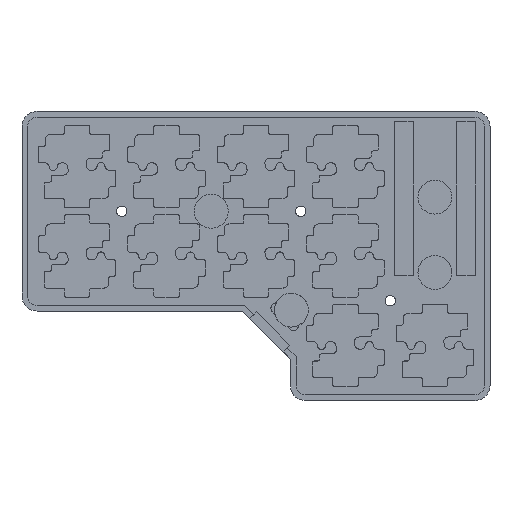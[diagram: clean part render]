
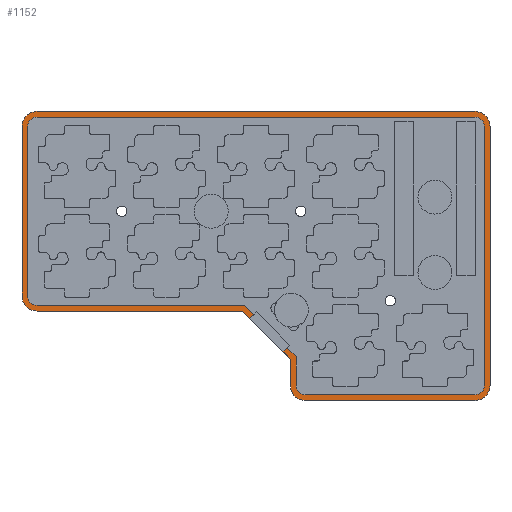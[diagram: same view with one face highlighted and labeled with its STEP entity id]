
A CAD part, top view. The second image highlights one B-rep face of the part: STEP entity #1152.
In plain terms, the highlighted planar face has unit normal (0, 0, 1).
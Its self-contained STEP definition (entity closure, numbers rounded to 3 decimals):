
#712 = VERTEX_POINT('',#713);
#713 = CARTESIAN_POINT('',(-50.411,15.8,-0.4));
#721 = VERTEX_POINT('',#722);
#722 = CARTESIAN_POINT('',(-94.,15.8,-0.4));
#728 = EDGE_CURVE('',#712,#721,#729,.T.);
#729 = LINE('',#730,#731);
#730 = CARTESIAN_POINT('',(-50.411,15.8,-0.4));
#731 = VECTOR('',#732,1.);
#732 = DIRECTION('',(-1.,0.,0.));
#743 = VERTEX_POINT('',#744);
#744 = CARTESIAN_POINT('',(-40.2,5.589,-0.4));
#750 = EDGE_CURVE('',#743,#751,#753,.T.);
#751 = VERTEX_POINT('',#752);
#752 = CARTESIAN_POINT('',(-41.77,7.159,-0.4));
#753 = LINE('',#754,#755);
#754 = CARTESIAN_POINT('',(-40.2,5.589,-0.4));
#755 = VECTOR('',#756,1.);
#756 = DIRECTION('',(-0.707,0.707,0.));
#775 = VERTEX_POINT('',#776);
#776 = CARTESIAN_POINT('',(-48.841,14.23,-0.4));
#782 = EDGE_CURVE('',#775,#712,#783,.T.);
#783 = LINE('',#784,#785);
#784 = CARTESIAN_POINT('',(-40.2,5.589,-0.4));
#785 = VECTOR('',#786,1.);
#786 = DIRECTION('',(-0.707,0.707,0.));
#799 = VERTEX_POINT('',#800);
#800 = CARTESIAN_POINT('',(-97.2,19.,-0.4));
#808 = EDGE_CURVE('',#799,#721,#809,.T.);
#809 = CIRCLE('',#810,3.2);
#810 = AXIS2_PLACEMENT_3D('',#811,#812,#813);
#811 = CARTESIAN_POINT('',(-94.,19.,-0.4));
#812 = DIRECTION('',(-0.,0.,1.));
#813 = DIRECTION('',(1.,0.,0.));
#824 = VERTEX_POINT('',#825);
#825 = CARTESIAN_POINT('',(-40.2,0.,-0.4));
#833 = EDGE_CURVE('',#824,#743,#834,.T.);
#834 = LINE('',#835,#836);
#835 = CARTESIAN_POINT('',(-40.2,0.,-0.4));
#836 = VECTOR('',#837,1.);
#837 = DIRECTION('',(0.,1.,0.));
#850 = VERTEX_POINT('',#851);
#851 = CARTESIAN_POINT('',(-97.2,55.,-0.4));
#857 = EDGE_CURVE('',#799,#850,#858,.T.);
#858 = LINE('',#859,#860);
#859 = CARTESIAN_POINT('',(-97.2,19.,-0.4));
#860 = VECTOR('',#861,1.);
#861 = DIRECTION('',(0.,1.,0.));
#874 = VERTEX_POINT('',#875);
#875 = CARTESIAN_POINT('',(-37.,-3.2,-0.4));
#881 = EDGE_CURVE('',#824,#874,#882,.T.);
#882 = CIRCLE('',#883,3.2);
#883 = AXIS2_PLACEMENT_3D('',#884,#885,#886);
#884 = CARTESIAN_POINT('',(-37.,0.,-0.4));
#885 = DIRECTION('',(-0.,0.,1.));
#886 = DIRECTION('',(1.,0.,0.));
#897 = VERTEX_POINT('',#898);
#898 = CARTESIAN_POINT('',(-94.,58.2,-0.4));
#906 = EDGE_CURVE('',#897,#850,#907,.T.);
#907 = CIRCLE('',#908,3.2);
#908 = AXIS2_PLACEMENT_3D('',#909,#910,#911);
#909 = CARTESIAN_POINT('',(-94.,55.,-0.4));
#910 = DIRECTION('',(-0.,0.,1.));
#911 = DIRECTION('',(1.,0.,0.));
#922 = VERTEX_POINT('',#923);
#923 = CARTESIAN_POINT('',(-1.,-3.2,-0.4));
#931 = EDGE_CURVE('',#922,#874,#932,.T.);
#932 = LINE('',#933,#934);
#933 = CARTESIAN_POINT('',(-1.,-3.2,-0.4));
#934 = VECTOR('',#935,1.);
#935 = DIRECTION('',(-1.,0.,0.));
#948 = VERTEX_POINT('',#949);
#949 = CARTESIAN_POINT('',(-1.,58.2,-0.4));
#955 = EDGE_CURVE('',#897,#948,#956,.T.);
#956 = LINE('',#957,#958);
#957 = CARTESIAN_POINT('',(-94.,58.2,-0.4));
#958 = VECTOR('',#959,1.);
#959 = DIRECTION('',(1.,0.,0.));
#972 = VERTEX_POINT('',#973);
#973 = CARTESIAN_POINT('',(2.2,0.,-0.4));
#979 = EDGE_CURVE('',#922,#972,#980,.T.);
#980 = CIRCLE('',#981,3.2);
#981 = AXIS2_PLACEMENT_3D('',#982,#983,#984);
#982 = CARTESIAN_POINT('',(-1.,0.,-0.4));
#983 = DIRECTION('',(-0.,0.,1.));
#984 = DIRECTION('',(1.,0.,0.));
#995 = VERTEX_POINT('',#996);
#996 = CARTESIAN_POINT('',(2.2,55.,-0.4));
#1004 = EDGE_CURVE('',#995,#948,#1005,.T.);
#1005 = CIRCLE('',#1006,3.2);
#1006 = AXIS2_PLACEMENT_3D('',#1007,#1008,#1009);
#1007 = CARTESIAN_POINT('',(-1.,55.,-0.4));
#1008 = DIRECTION('',(-0.,0.,1.));
#1009 = DIRECTION('',(1.,0.,0.));
#1022 = EDGE_CURVE('',#995,#972,#1023,.T.);
#1023 = LINE('',#1024,#1025);
#1024 = CARTESIAN_POINT('',(2.2,55.,-0.4));
#1025 = VECTOR('',#1026,1.);
#1026 = DIRECTION('',(0.,-1.,0.));
#1152 = ADVANCED_FACE('',(#1153),#1291,.T.);
#1153 = FACE_BOUND('',#1154,.T.);
#1154 = EDGE_LOOP('',(#1155,#1156,#1157,#1158,#1159,#1167,#1175,#1183,
    #1192,#1200,#1209,#1217,#1226,#1234,#1243,#1251,#1260,#1268,#1276,
    #1282,#1283,#1284,#1285,#1286,#1287,#1288,#1289,#1290));
#1155 = ORIENTED_EDGE('',*,*,#857,.F.);
#1156 = ORIENTED_EDGE('',*,*,#808,.T.);
#1157 = ORIENTED_EDGE('',*,*,#728,.F.);
#1158 = ORIENTED_EDGE('',*,*,#782,.F.);
#1159 = ORIENTED_EDGE('',*,*,#1160,.T.);
#1160 = EDGE_CURVE('',#775,#1161,#1163,.T.);
#1161 = VERTEX_POINT('',#1162);
#1162 = CARTESIAN_POINT('',(-47.993,15.078,-0.4));
#1163 = LINE('',#1164,#1165);
#1164 = CARTESIAN_POINT('',(-48.841,14.23,-0.4));
#1165 = VECTOR('',#1166,1.);
#1166 = DIRECTION('',(0.707,0.707,0.));
#1167 = ORIENTED_EDGE('',*,*,#1168,.F.);
#1168 = EDGE_CURVE('',#1169,#1161,#1171,.T.);
#1169 = VERTEX_POINT('',#1170);
#1170 = CARTESIAN_POINT('',(-49.914,17.,-0.4));
#1171 = LINE('',#1172,#1173);
#1172 = CARTESIAN_POINT('',(-46.593,13.678,-0.4));
#1173 = VECTOR('',#1174,1.);
#1174 = DIRECTION('',(0.707,-0.707,0.));
#1175 = ORIENTED_EDGE('',*,*,#1176,.F.);
#1176 = EDGE_CURVE('',#1177,#1169,#1179,.T.);
#1177 = VERTEX_POINT('',#1178);
#1178 = CARTESIAN_POINT('',(-94.,17.,-0.4));
#1179 = LINE('',#1180,#1181);
#1180 = CARTESIAN_POINT('',(-47.073,17.,-0.4));
#1181 = VECTOR('',#1182,1.);
#1182 = DIRECTION('',(1.,0.,0.));
#1183 = ORIENTED_EDGE('',*,*,#1184,.F.);
#1184 = EDGE_CURVE('',#1185,#1177,#1187,.T.);
#1185 = VERTEX_POINT('',#1186);
#1186 = CARTESIAN_POINT('',(-96.,19.,-0.4));
#1187 = CIRCLE('',#1188,2.);
#1188 = AXIS2_PLACEMENT_3D('',#1189,#1190,#1191);
#1189 = CARTESIAN_POINT('',(-94.,19.,-0.4));
#1190 = DIRECTION('',(0.,0.,1.));
#1191 = DIRECTION('',(1.,0.,0.));
#1192 = ORIENTED_EDGE('',*,*,#1193,.F.);
#1193 = EDGE_CURVE('',#1194,#1185,#1196,.T.);
#1194 = VERTEX_POINT('',#1195);
#1195 = CARTESIAN_POINT('',(-96.,55.,-0.4));
#1196 = LINE('',#1197,#1198);
#1197 = CARTESIAN_POINT('',(-96.,25.112,-0.4));
#1198 = VECTOR('',#1199,1.);
#1199 = DIRECTION('',(0.,-1.,0.));
#1200 = ORIENTED_EDGE('',*,*,#1201,.F.);
#1201 = EDGE_CURVE('',#1202,#1194,#1204,.T.);
#1202 = VERTEX_POINT('',#1203);
#1203 = CARTESIAN_POINT('',(-94.,57.,-0.4));
#1204 = CIRCLE('',#1205,2.);
#1205 = AXIS2_PLACEMENT_3D('',#1206,#1207,#1208);
#1206 = CARTESIAN_POINT('',(-94.,55.,-0.4));
#1207 = DIRECTION('',(0.,0.,1.));
#1208 = DIRECTION('',(1.,0.,0.));
#1209 = ORIENTED_EDGE('',*,*,#1210,.F.);
#1210 = EDGE_CURVE('',#1211,#1202,#1213,.T.);
#1211 = VERTEX_POINT('',#1212);
#1212 = CARTESIAN_POINT('',(-1.,57.,-0.4));
#1213 = LINE('',#1214,#1215);
#1214 = CARTESIAN_POINT('',(-69.116,57.,-0.4));
#1215 = VECTOR('',#1216,1.);
#1216 = DIRECTION('',(-1.,0.,0.));
#1217 = ORIENTED_EDGE('',*,*,#1218,.F.);
#1218 = EDGE_CURVE('',#1219,#1211,#1221,.T.);
#1219 = VERTEX_POINT('',#1220);
#1220 = CARTESIAN_POINT('',(1.,55.,-0.4));
#1221 = CIRCLE('',#1222,2.);
#1222 = AXIS2_PLACEMENT_3D('',#1223,#1224,#1225);
#1223 = CARTESIAN_POINT('',(-1.,55.,-0.4));
#1224 = DIRECTION('',(0.,0.,1.));
#1225 = DIRECTION('',(1.,0.,0.));
#1226 = ORIENTED_EDGE('',*,*,#1227,.F.);
#1227 = EDGE_CURVE('',#1228,#1219,#1230,.T.);
#1228 = VERTEX_POINT('',#1229);
#1229 = CARTESIAN_POINT('',(1.,0.,-0.4));
#1230 = LINE('',#1231,#1232);
#1231 = CARTESIAN_POINT('',(1.,43.112,-0.4));
#1232 = VECTOR('',#1233,1.);
#1233 = DIRECTION('',(0.,1.,0.));
#1234 = ORIENTED_EDGE('',*,*,#1235,.F.);
#1235 = EDGE_CURVE('',#1236,#1228,#1238,.T.);
#1236 = VERTEX_POINT('',#1237);
#1237 = CARTESIAN_POINT('',(-1.,-2.,-0.4));
#1238 = CIRCLE('',#1239,2.);
#1239 = AXIS2_PLACEMENT_3D('',#1240,#1241,#1242);
#1240 = CARTESIAN_POINT('',(-1.,0.,-0.4));
#1241 = DIRECTION('',(0.,0.,1.));
#1242 = DIRECTION('',(1.,0.,0.));
#1243 = ORIENTED_EDGE('',*,*,#1244,.F.);
#1244 = EDGE_CURVE('',#1245,#1236,#1247,.T.);
#1245 = VERTEX_POINT('',#1246);
#1246 = CARTESIAN_POINT('',(-37.,-2.,-0.4));
#1247 = LINE('',#1248,#1249);
#1248 = CARTESIAN_POINT('',(-22.616,-2.,-0.4));
#1249 = VECTOR('',#1250,1.);
#1250 = DIRECTION('',(1.,0.,0.));
#1251 = ORIENTED_EDGE('',*,*,#1252,.F.);
#1252 = EDGE_CURVE('',#1253,#1245,#1255,.T.);
#1253 = VERTEX_POINT('',#1254);
#1254 = CARTESIAN_POINT('',(-39.,0.,-0.4));
#1255 = CIRCLE('',#1256,2.);
#1256 = AXIS2_PLACEMENT_3D('',#1257,#1258,#1259);
#1257 = CARTESIAN_POINT('',(-37.,0.,-0.4));
#1258 = DIRECTION('',(0.,0.,1.));
#1259 = DIRECTION('',(1.,0.,0.));
#1260 = ORIENTED_EDGE('',*,*,#1261,.F.);
#1261 = EDGE_CURVE('',#1262,#1253,#1264,.T.);
#1262 = VERTEX_POINT('',#1263);
#1263 = CARTESIAN_POINT('',(-39.,6.086,-0.4));
#1264 = LINE('',#1265,#1266);
#1265 = CARTESIAN_POINT('',(-39.,15.612,-0.4));
#1266 = VECTOR('',#1267,1.);
#1267 = DIRECTION('',(0.,-1.,0.));
#1268 = ORIENTED_EDGE('',*,*,#1269,.F.);
#1269 = EDGE_CURVE('',#1270,#1262,#1272,.T.);
#1270 = VERTEX_POINT('',#1271);
#1271 = CARTESIAN_POINT('',(-40.922,8.007,-0.4));
#1272 = LINE('',#1273,#1274);
#1273 = CARTESIAN_POINT('',(-46.593,13.678,-0.4));
#1274 = VECTOR('',#1275,1.);
#1275 = DIRECTION('',(0.707,-0.707,0.));
#1276 = ORIENTED_EDGE('',*,*,#1277,.F.);
#1277 = EDGE_CURVE('',#751,#1270,#1278,.T.);
#1278 = LINE('',#1279,#1280);
#1279 = CARTESIAN_POINT('',(-41.77,7.159,-0.4));
#1280 = VECTOR('',#1281,1.);
#1281 = DIRECTION('',(0.707,0.707,0.));
#1282 = ORIENTED_EDGE('',*,*,#750,.F.);
#1283 = ORIENTED_EDGE('',*,*,#833,.F.);
#1284 = ORIENTED_EDGE('',*,*,#881,.T.);
#1285 = ORIENTED_EDGE('',*,*,#931,.F.);
#1286 = ORIENTED_EDGE('',*,*,#979,.T.);
#1287 = ORIENTED_EDGE('',*,*,#1022,.F.);
#1288 = ORIENTED_EDGE('',*,*,#1004,.T.);
#1289 = ORIENTED_EDGE('',*,*,#955,.F.);
#1290 = ORIENTED_EDGE('',*,*,#906,.T.);
#1291 = PLANE('',#1292);
#1292 = AXIS2_PLACEMENT_3D('',#1293,#1294,#1295);
#1293 = CARTESIAN_POINT('',(-44.232,31.225,-0.4));
#1294 = DIRECTION('',(0.,0.,1.));
#1295 = DIRECTION('',(1.,0.,0.));
